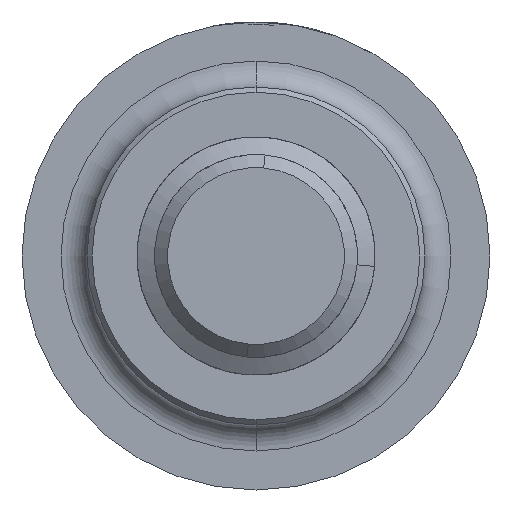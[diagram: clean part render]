
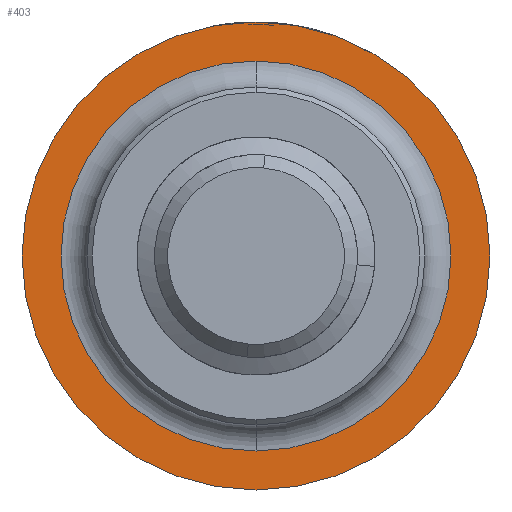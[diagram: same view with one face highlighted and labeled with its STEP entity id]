
A CAD part, front view. The second image highlights one B-rep face of the part: STEP entity #403.
In plain terms, the highlighted planar face has unit normal (0, -1, 0).
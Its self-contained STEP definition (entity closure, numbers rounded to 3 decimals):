
#45 = CIRCLE ( 'NONE', #1062, 7.5 ) ;
#57 = ORIENTED_EDGE ( 'NONE', *, *, #5820, .T. ) ;
#169 = DIRECTION ( 'NONE',  ( 0., -1., 0. ) ) ;
#285 = EDGE_LOOP ( 'NONE', ( #4979, #3030 ) ) ;
#309 = DIRECTION ( 'NONE',  ( 0., -1., 0. ) ) ;
#311 = CARTESIAN_POINT ( 'NONE',  ( 0., 12.42, 0. ) ) ;
#330 = PLANE ( 'NONE',  #1190 ) ;
#403 = ADVANCED_FACE ( 'NONE', ( #1490, #2589 ), #330, .T. ) ;
#824 = CARTESIAN_POINT ( 'NONE',  ( 0., 12.42, 7.5 ) ) ;
#1062 = AXIS2_PLACEMENT_3D ( 'NONE', #5229, #1394, #6725 ) ;
#1164 = CIRCLE ( 'NONE', #5900, 7.5 ) ;
#1190 = AXIS2_PLACEMENT_3D ( 'NONE', #3035, #309, #2469 ) ;
#1232 = CIRCLE ( 'NONE', #1626, 9. ) ;
#1394 = DIRECTION ( 'NONE',  ( 0., -1., 0. ) ) ;
#1458 = CARTESIAN_POINT ( 'NONE',  ( 0., 12.42, 0. ) ) ;
#1490 = FACE_OUTER_BOUND ( 'NONE', #2174, .T. ) ;
#1626 = AXIS2_PLACEMENT_3D ( 'NONE', #311, #2472, #1942 ) ;
#1763 = DIRECTION ( 'NONE',  ( 0., 0., -1. ) ) ;
#1942 = DIRECTION ( 'NONE',  ( 0., 0., -1. ) ) ;
#2174 = EDGE_LOOP ( 'NONE', ( #5227, #57 ) ) ;
#2330 = CARTESIAN_POINT ( 'NONE',  ( 0., 12.42, 0. ) ) ;
#2469 = DIRECTION ( 'NONE',  ( 0., 0., -1. ) ) ;
#2472 = DIRECTION ( 'NONE',  ( 0., -1., 0. ) ) ;
#2589 = FACE_BOUND ( 'NONE', #285, .T. ) ;
#2908 = VERTEX_POINT ( 'NONE', #6414 ) ;
#3030 = ORIENTED_EDGE ( 'NONE', *, *, #4295, .F. ) ;
#3035 = CARTESIAN_POINT ( 'NONE',  ( 7.5, 12.42, 0. ) ) ;
#4295 = EDGE_CURVE ( 'NONE', #6420, #4909, #1164, .T. ) ;
#4571 = VERTEX_POINT ( 'NONE', #6924 ) ;
#4599 = DIRECTION ( 'NONE',  ( 0., 0., -1. ) ) ;
#4640 = AXIS2_PLACEMENT_3D ( 'NONE', #2330, #169, #1763 ) ;
#4699 = EDGE_CURVE ( 'NONE', #4909, #6420, #45, .T. ) ;
#4791 = CARTESIAN_POINT ( 'NONE',  ( 0., 12.42, -7.5 ) ) ;
#4909 = VERTEX_POINT ( 'NONE', #4791 ) ;
#4979 = ORIENTED_EDGE ( 'NONE', *, *, #4699, .F. ) ;
#5092 = CIRCLE ( 'NONE', #4640, 9. ) ;
#5186 = DIRECTION ( 'NONE',  ( 0., -1., 0. ) ) ;
#5227 = ORIENTED_EDGE ( 'NONE', *, *, #6538, .T. ) ;
#5229 = CARTESIAN_POINT ( 'NONE',  ( 0., 12.42, 0. ) ) ;
#5820 = EDGE_CURVE ( 'NONE', #4571, #2908, #5092, .T. ) ;
#5900 = AXIS2_PLACEMENT_3D ( 'NONE', #1458, #5186, #4599 ) ;
#6414 = CARTESIAN_POINT ( 'NONE',  ( 0., 12.42, -9. ) ) ;
#6420 = VERTEX_POINT ( 'NONE', #824 ) ;
#6538 = EDGE_CURVE ( 'NONE', #2908, #4571, #1232, .T. ) ;
#6725 = DIRECTION ( 'NONE',  ( 0., 0., -1. ) ) ;
#6924 = CARTESIAN_POINT ( 'NONE',  ( 0., 12.42, 9. ) ) ;
